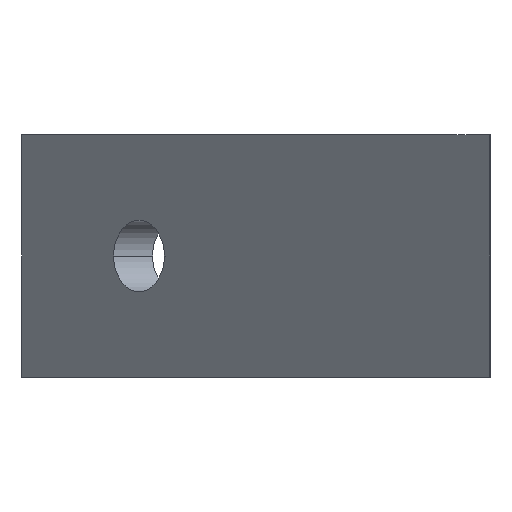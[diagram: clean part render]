
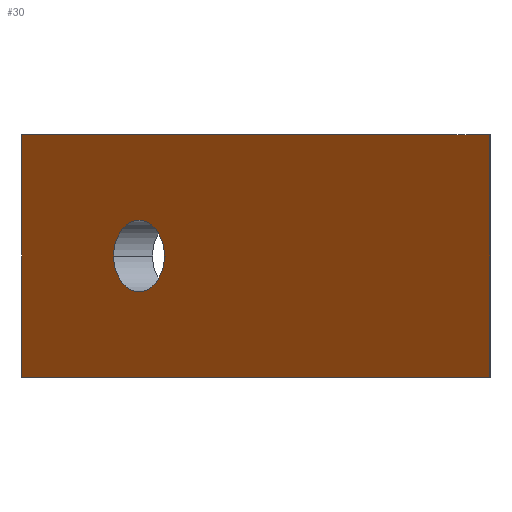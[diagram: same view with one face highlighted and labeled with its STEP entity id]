
A CAD part, left-side view. The second image highlights one B-rep face of the part: STEP entity #30.
In plain terms, the highlighted planar face has unit normal (-0.707, 0.707, 0).
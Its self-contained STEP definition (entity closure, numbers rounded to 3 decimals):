
#3 = DIRECTION ( 'NONE',  ( -0.707, -0.707, 0. ) ) ;
#12 = VECTOR ( 'NONE', #243, 1000. ) ;
#19 = VERTEX_POINT ( 'NONE', #629 ) ;
#30 = ADVANCED_FACE ( 'NONE', ( #490, #770 ), #789, .F. ) ;
#38 = VERTEX_POINT ( 'NONE', #181 ) ;
#39 = ORIENTED_EDGE ( 'NONE', *, *, #525, .T. ) ;
#52 = CARTESIAN_POINT ( 'NONE',  ( 0., 0., -11. ) ) ;
#78 = DIRECTION ( 'NONE',  ( -0.707, -0.707, 0. ) ) ;
#92 = LINE ( 'NONE', #758, #158 ) ;
#93 = ORIENTED_EDGE ( 'NONE', *, *, #736, .F. ) ;
#97 = DIRECTION ( 'NONE',  ( 0.707, 0.707, 0. ) ) ;
#98 = ORIENTED_EDGE ( 'NONE', *, *, #231, .F. ) ;
#128 = CARTESIAN_POINT ( 'NONE',  ( 31.82, 31.82, 0. ) ) ;
#158 = VECTOR ( 'NONE', #705, 1000. ) ;
#169 = VERTEX_POINT ( 'NONE', #199 ) ;
#170 = EDGE_LOOP ( 'NONE', ( #715, #98 ) ) ;
#177 = VECTOR ( 'NONE', #252, 1000. ) ;
#181 = CARTESIAN_POINT ( 'NONE',  ( 29.522, 29.522, 0. ) ) ;
#186 = LINE ( 'NONE', #52, #12 ) ;
#199 = CARTESIAN_POINT ( 'NONE',  ( 0., 0., 11. ) ) ;
#231 = EDGE_CURVE ( 'NONE', #300, #38, #466, .T. ) ;
#241 = CARTESIAN_POINT ( 'NONE',  ( 34.118, 34.118, 0. ) ) ;
#243 = DIRECTION ( 'NONE',  ( -0.707, -0.707, 0. ) ) ;
#252 = DIRECTION ( 'NONE',  ( 0., 0., -1. ) ) ;
#260 = LINE ( 'NONE', #315, #177 ) ;
#295 = DIRECTION ( 'NONE',  ( -0.707, 0.707, 0. ) ) ;
#300 = VERTEX_POINT ( 'NONE', #241 ) ;
#310 = CARTESIAN_POINT ( 'NONE',  ( 0., 0., -11. ) ) ;
#315 = CARTESIAN_POINT ( 'NONE',  ( 42.426, 42.426, 11. ) ) ;
#345 = DIRECTION ( 'NONE',  ( 0.707, -0.707, 0. ) ) ;
#348 = CIRCLE ( 'NONE', #528, 3.25 ) ;
#462 = CARTESIAN_POINT ( 'NONE',  ( 31.82, 31.82, 0. ) ) ;
#466 = CIRCLE ( 'NONE', #666, 3.25 ) ;
#483 = VERTEX_POINT ( 'NONE', #310 ) ;
#490 = FACE_BOUND ( 'NONE', #170, .T. ) ;
#524 = ORIENTED_EDGE ( 'NONE', *, *, #582, .F. ) ;
#525 = EDGE_CURVE ( 'NONE', #19, #596, #260, .T. ) ;
#528 = AXIS2_PLACEMENT_3D ( 'NONE', #128, #295, #788 ) ;
#532 = AXIS2_PLACEMENT_3D ( 'NONE', #555, #345, #97 ) ;
#534 = EDGE_LOOP ( 'NONE', ( #717, #524, #93, #39 ) ) ;
#555 = CARTESIAN_POINT ( 'NONE',  ( 0., 0., 11. ) ) ;
#582 = EDGE_CURVE ( 'NONE', #169, #483, #92, .T. ) ;
#596 = VERTEX_POINT ( 'NONE', #700 ) ;
#611 = CARTESIAN_POINT ( 'NONE',  ( 0., 0., 11. ) ) ;
#617 = VECTOR ( 'NONE', #3, 1000. ) ;
#629 = CARTESIAN_POINT ( 'NONE',  ( 42.426, 42.426, 11. ) ) ;
#630 = DIRECTION ( 'NONE',  ( -0.707, 0.707, 0. ) ) ;
#666 = AXIS2_PLACEMENT_3D ( 'NONE', #462, #630, #78 ) ;
#672 = LINE ( 'NONE', #611, #617 ) ;
#700 = CARTESIAN_POINT ( 'NONE',  ( 42.426, 42.426, -11. ) ) ;
#705 = DIRECTION ( 'NONE',  ( 0., 0., -1. ) ) ;
#715 = ORIENTED_EDGE ( 'NONE', *, *, #775, .F. ) ;
#717 = ORIENTED_EDGE ( 'NONE', *, *, #718, .T. ) ;
#718 = EDGE_CURVE ( 'NONE', #596, #483, #186, .T. ) ;
#736 = EDGE_CURVE ( 'NONE', #19, #169, #672, .T. ) ;
#758 = CARTESIAN_POINT ( 'NONE',  ( 0., 0., 11. ) ) ;
#770 = FACE_OUTER_BOUND ( 'NONE', #534, .T. ) ;
#775 = EDGE_CURVE ( 'NONE', #38, #300, #348, .T. ) ;
#788 = DIRECTION ( 'NONE',  ( -0.707, -0.707, 0. ) ) ;
#789 = PLANE ( 'NONE',  #532 ) ;
